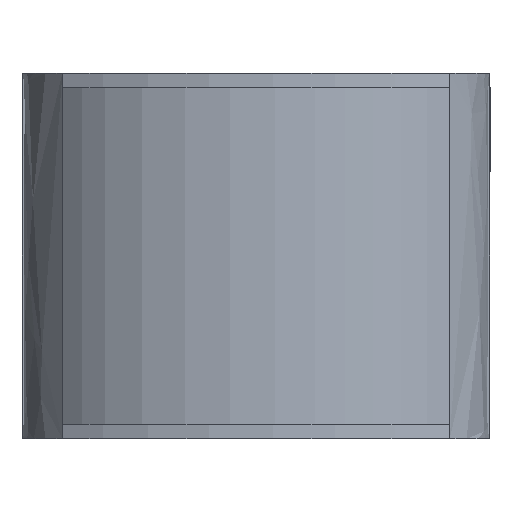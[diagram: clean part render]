
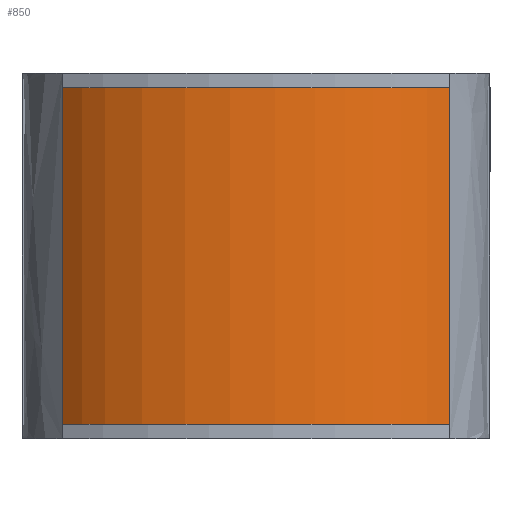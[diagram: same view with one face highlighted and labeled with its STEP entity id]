
A CAD part, front view. The second image highlights one B-rep face of the part: STEP entity #850.
In plain terms, the highlighted free-form (B-spline) face has degree [3, 1] with [7, 2] control points.
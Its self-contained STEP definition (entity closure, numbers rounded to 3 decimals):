
#44=B_SPLINE_CURVE_WITH_KNOTS('',3,(#1328,#1329,#1330,#1331,#1332,#1333,
#1334,#1335,#1336,#1337,#1338,#1339,#1340,#1341,#1342),.UNSPECIFIED.,.F.,
 .F.,(4,1,1,1,1,1,1,1,1,1,1,1,4),(0.099,0.103,
0.106,0.114,0.121,0.124,
0.128,0.135,0.139,0.142,
0.146,0.15,0.157),.UNSPECIFIED.);
#45=B_SPLINE_CURVE_WITH_KNOTS('',3,(#1346,#1347,#1348,#1349,#1350,#1351,
#1352,#1353,#1354,#1355,#1356,#1357,#1358,#1359,#1360),.UNSPECIFIED.,.F.,
 .F.,(4,1,1,1,1,1,1,1,1,1,1,1,4),(0.099,0.103,0.106,
0.114,0.121,0.124,0.128,
0.135,0.139,0.142,0.146,
0.15,0.157),.UNSPECIFIED.);
#159=ORIENTED_EDGE('',*,*,#391,.F.);
#160=ORIENTED_EDGE('',*,*,#392,.F.);
#161=ORIENTED_EDGE('',*,*,#393,.T.);
#162=ORIENTED_EDGE('',*,*,#394,.T.);
#391=EDGE_CURVE('',#506,#507,#578,.T.);
#392=EDGE_CURVE('',#508,#506,#44,.T.);
#393=EDGE_CURVE('',#508,#509,#579,.T.);
#394=EDGE_CURVE('',#509,#507,#45,.T.);
#506=VERTEX_POINT('',#1326);
#507=VERTEX_POINT('',#1327);
#508=VERTEX_POINT('',#1343);
#509=VERTEX_POINT('',#1345);
#578=LINE('',#1325,#630);
#579=LINE('',#1344,#631);
#630=VECTOR('',#1046,1000.);
#631=VECTOR('',#1047,1000.);
#679=EDGE_LOOP('',(#159,#160,#161,#162));
#760=FACE_BOUND('',#679,.T.);
#833=B_SPLINE_SURFACE_WITH_KNOTS('',3,1,((#1311,#1312),(#1313,#1314),(#1315,
#1316),(#1317,#1318),(#1319,#1320),(#1321,#1322),(#1323,#1324)),
 .SURF_OF_LINEAR_EXTRUSION.,.F.,.F.,.F.,(4,1,1,1,4),(2,2),(0.582,
1.076,1.571,2.065,2.56),(0.,
1.),.UNSPECIFIED.);
#850=ADVANCED_FACE('',(#760),#833,.F.);
#1046=DIRECTION('',(0.,0.,1.));
#1047=DIRECTION('',(0.,0.,1.));
#1311=CARTESIAN_POINT('',(26.483,-12.4,-48.));
#1312=CARTESIAN_POINT('',(26.483,-12.4,-2.));
#1313=CARTESIAN_POINT('',(23.513,-15.409,-48.));
#1314=CARTESIAN_POINT('',(23.513,-15.409,-2.));
#1315=CARTESIAN_POINT('',(15.484,-20.271,-48.));
#1316=CARTESIAN_POINT('',(15.484,-20.271,-2.));
#1317=CARTESIAN_POINT('',(0.,-22.865,-48.));
#1318=CARTESIAN_POINT('',(0.,-22.865,-2.));
#1319=CARTESIAN_POINT('',(-15.484,-20.271,-48.));
#1320=CARTESIAN_POINT('',(-15.484,-20.271,-2.));
#1321=CARTESIAN_POINT('',(-23.513,-15.409,-48.));
#1322=CARTESIAN_POINT('',(-23.513,-15.409,-2.));
#1323=CARTESIAN_POINT('',(-26.483,-12.4,-48.));
#1324=CARTESIAN_POINT('',(-26.483,-12.4,-2.));
#1325=CARTESIAN_POINT('',(-26.483,-12.4,-25.));
#1326=CARTESIAN_POINT('',(-26.483,-12.4,-48.));
#1327=CARTESIAN_POINT('',(-26.483,-12.4,-2.));
#1328=CARTESIAN_POINT('',(26.483,-12.4,-48.));
#1329=CARTESIAN_POINT('',(25.632,-13.263,-48.));
#1330=CARTESIAN_POINT('',(23.793,-14.857,-48.));
#1331=CARTESIAN_POINT('',(19.796,-17.5,-48.));
#1332=CARTESIAN_POINT('',(14.213,-19.96,-48.));
#1333=CARTESIAN_POINT('',(8.413,-21.347,-48.));
#1334=CARTESIAN_POINT('',(3.594,-21.91,-48.));
#1335=CARTESIAN_POINT('',(-1.207,-22.09,-48.));
#1336=CARTESIAN_POINT('',(-5.985,-21.729,-48.));
#1337=CARTESIAN_POINT('',(-10.745,-20.787,-48.));
#1338=CARTESIAN_POINT('',(-14.203,-19.791,-48.));
#1339=CARTESIAN_POINT('',(-17.549,-18.492,-48.));
#1340=CARTESIAN_POINT('',(-21.876,-16.288,-48.));
#1341=CARTESIAN_POINT('',(-24.778,-14.127,-48.));
#1342=CARTESIAN_POINT('',(-26.483,-12.4,-48.));
#1343=CARTESIAN_POINT('',(26.483,-12.4,-48.));
#1344=CARTESIAN_POINT('',(26.483,-12.4,-25.));
#1345=CARTESIAN_POINT('',(26.483,-12.4,-2.));
#1346=CARTESIAN_POINT('',(26.483,-12.4,-2.));
#1347=CARTESIAN_POINT('',(25.632,-13.263,-2.));
#1348=CARTESIAN_POINT('',(23.793,-14.857,-2.));
#1349=CARTESIAN_POINT('',(19.796,-17.5,-2.));
#1350=CARTESIAN_POINT('',(14.213,-19.96,-2.));
#1351=CARTESIAN_POINT('',(8.413,-21.347,-2.));
#1352=CARTESIAN_POINT('',(3.594,-21.91,-2.));
#1353=CARTESIAN_POINT('',(-1.207,-22.09,-2.));
#1354=CARTESIAN_POINT('',(-5.985,-21.729,-2.));
#1355=CARTESIAN_POINT('',(-10.745,-20.787,-2.));
#1356=CARTESIAN_POINT('',(-14.203,-19.791,-2.));
#1357=CARTESIAN_POINT('',(-17.549,-18.492,-2.));
#1358=CARTESIAN_POINT('',(-21.876,-16.288,-2.));
#1359=CARTESIAN_POINT('',(-24.778,-14.127,-2.));
#1360=CARTESIAN_POINT('',(-26.483,-12.4,-2.));
